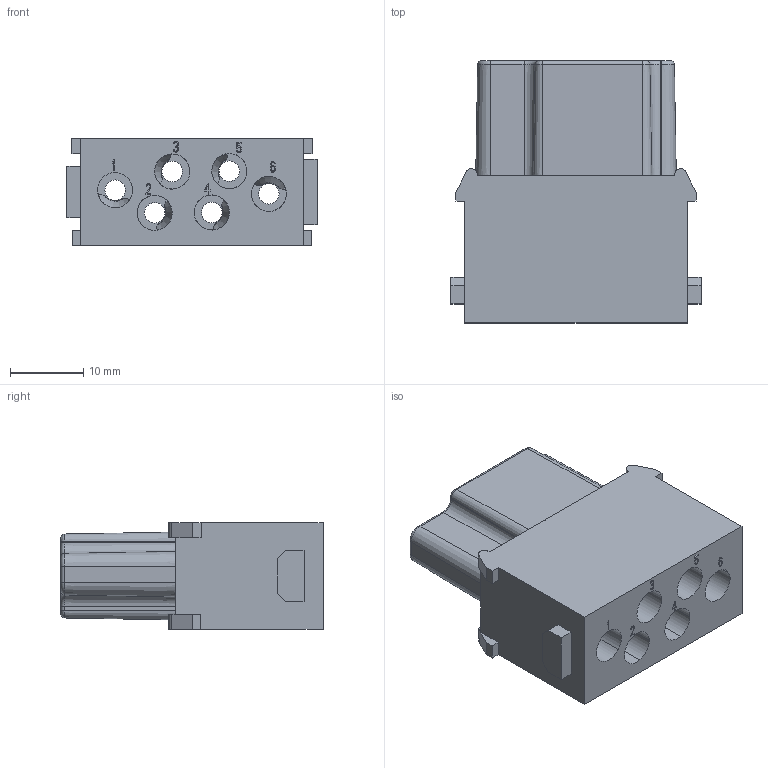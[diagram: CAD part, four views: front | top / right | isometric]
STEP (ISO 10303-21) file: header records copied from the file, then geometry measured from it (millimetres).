
FILE_DESCRIPTION((''),'2;1');
FILE_NAME('HM006_01','2017-05-19T',('tl.yang'),(''),'PRO/ENGINEER BY PARAMETRIC TECHNOLOGY CORPORATION, 2011500','PRO/ENGINEER BY PARAMETRIC TECHNOLOGY CORPORATION, 2011500','');
FILE_SCHEMA(('CONFIG_CONTROL_DESIGN'));
Length unit declared in the file: millimetre
Products named in the file (1): HM006_01
Bounding box: 34.2 x 35.8 x 14.6 mm (x, y, z)
Volume: 9283.9 mm3; surface area: 7049.6 mm2
Topology: 1 solids, 1 shells, 611 faces, 1732 edges, 1156 vertices
Faces by surface type: plane 523, cylinder 52, cone 24, torus 8, bspline 4
Entity records: 19788 total; most frequent: CARTESIAN_POINT 3759, ORIENTED_EDGE 3464, DIRECTION 3076, EDGE_CURVE 1732, VECTOR 1510, LINE 1510, VERTEX_POINT 1156, AXIS2_PLACEMENT_3D 783
